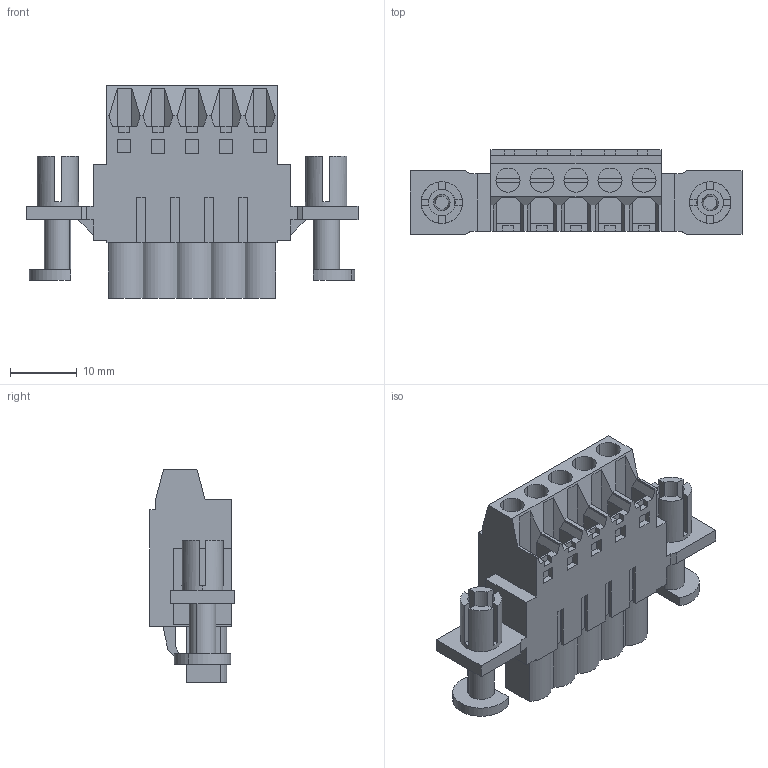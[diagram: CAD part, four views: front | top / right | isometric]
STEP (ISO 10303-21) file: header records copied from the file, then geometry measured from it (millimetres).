
FILE_DESCRIPTION(('CATIA V5 STEP Exchange','CAx-IF Rec.Pracs.--- Model Styling and Organization---1.2---2011-12-15'),'2;1');
FILE_NAME ('D1451300_0_1353170000_1353170000.stp','2017-06-22T09:21:17+00:00',('none'),('Weidmueller'),'CATIA Version 5-6 Release 2014','CATIA V5 STEP AP214','none');
FILE_SCHEMA(('AUTOMOTIVE_DESIGN { 1 0 10303 214 1 1 1 1 }'));
Length unit declared in the file: millimetre
Products named in the file (1): 1353170000
Bounding box: 49.6 x 12.65 x 31.8 mm (x, y, z)
Volume: 7729.4 mm3; surface area: 6108.7 mm2
Topology: 8 solids, 8 shells, 491 faces, 1359 edges, 909 vertices
Faces by surface type: plane 428, cylinder 55, cone 8
Entity records: 15211 total; most frequent: CARTESIAN_POINT 2727, ORIENTED_EDGE 2718, DIRECTION 2064, EDGE_CURVE 1359, VECTOR 1179, LINE 1179, VERTEX_POINT 909, AXIS2_PLACEMENT_3D 524
